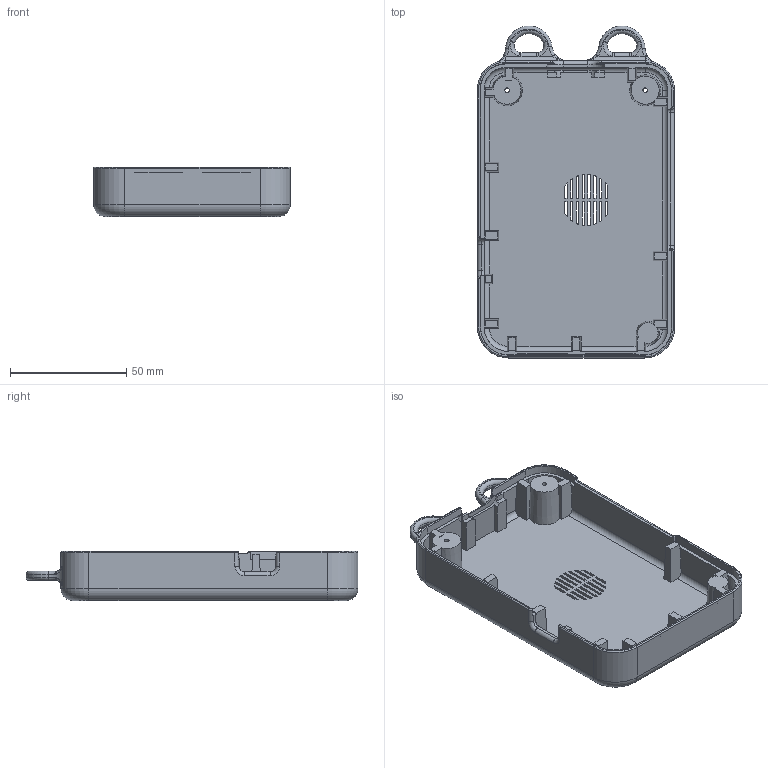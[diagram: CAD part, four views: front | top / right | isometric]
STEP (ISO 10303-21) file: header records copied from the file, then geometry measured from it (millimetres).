
FILE_DESCRIPTION(/* description */ (''),/* implementation_level */ '2;1');
FILE_NAME(/* name */ 'Back - Supercon 2023 Badge Enclosure - Basic-2.step',/* time_stamp */ '2023-10-27T20:22:37-07:00',/* author */ (''),/* organization */ (''),/* preprocessor_version */ 'ST-DEVELOPER v20',/* originating_system */ 'Autodesk Translation Framework v12.14.0.127',/* authorisation */ '');
FILE_SCHEMA (('AUTOMOTIVE_DESIGN { 1 0 10303 214 3 1 1 }'));
Length unit declared in the file: millimetre
Products named in the file (1): Supercon 2023 Badge Enclosure - Basic
Bounding box: 84.6 x 142.59 x 21.1 mm (x, y, z)
Volume: 55676.9 mm3; surface area: 41497.5 mm2
Topology: 1 solids, 1 shells, 424 faces, 1164 edges, 731 vertices
Faces by surface type: plane 200, cylinder 83, bspline 66, torus 50, cone 25
Entity records: 15696 total; most frequent: CARTESIAN_POINT 5153, ORIENTED_EDGE 2308, DIRECTION 2046, EDGE_CURVE 1154, VERTEX_POINT 731, AXIS2_PLACEMENT_3D 702, LINE 642, VECTOR 642
